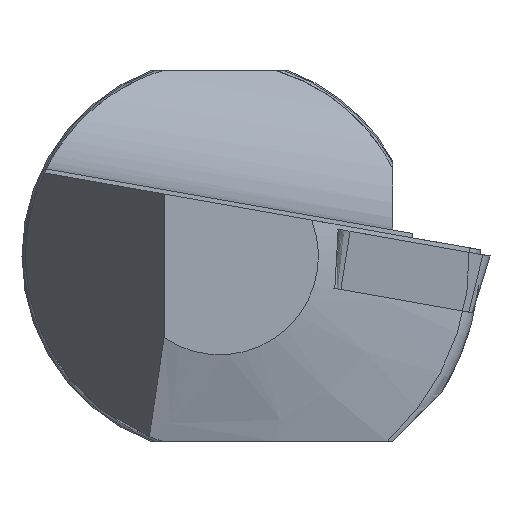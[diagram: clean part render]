
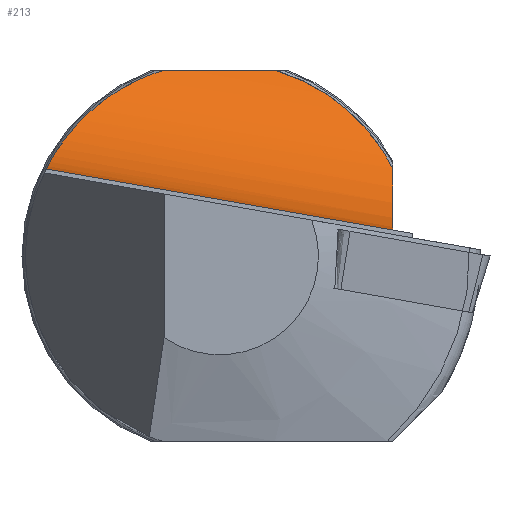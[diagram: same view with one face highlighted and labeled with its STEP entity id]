
A CAD part, left-side view. The second image highlights one B-rep face of the part: STEP entity #213.
In plain terms, the highlighted cylindrical face has radius 20 mm (diameter 40 mm), a partial arc.
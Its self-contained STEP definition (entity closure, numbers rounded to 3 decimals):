
#76=ELLIPSE('',#909,20.309,20.);
#77=ELLIPSE('',#910,115.175,20.);
#86=CYLINDRICAL_SURFACE('',#911,20.);
#130=LINE('',#1382,#173);
#173=VECTOR('',#1044,1.);
#213=ADVANCED_FACE('',(#272),#86,.F.);
#272=FACE_OUTER_BOUND('',#314,.T.);
#314=EDGE_LOOP('',(#475,#476,#477,#478,#479));
#370=B_SPLINE_CURVE_WITH_KNOTS('',3,(#1320,#1321,#1322,#1323,#1324,#1325),
 .UNSPECIFIED.,.F.,.F.,(4,2,4),(0.,0.5,1.),.UNSPECIFIED.);
#374=B_SPLINE_CURVE_WITH_KNOTS('',3,(#1388,#1389,#1390,#1391,#1392,#1393,
#1394,#1395,#1396,#1397),.UNSPECIFIED.,.F.,.F.,(4,2,2,2,4),(0.,0.25,0.5,
0.75,1.),.UNSPECIFIED.);
#475=ORIENTED_EDGE('',*,*,#785,.T.);
#476=ORIENTED_EDGE('',*,*,#786,.T.);
#477=ORIENTED_EDGE('',*,*,#760,.F.);
#478=ORIENTED_EDGE('',*,*,#787,.T.);
#479=ORIENTED_EDGE('',*,*,#788,.F.);
#671=VERTEX_POINT('',#1326);
#672=VERTEX_POINT('',#1327);
#685=VERTEX_POINT('',#1383);
#686=VERTEX_POINT('',#1384);
#687=VERTEX_POINT('',#1387);
#760=EDGE_CURVE('',#671,#672,#370,.T.);
#785=EDGE_CURVE('',#685,#686,#130,.T.);
#786=EDGE_CURVE('',#686,#672,#76,.T.);
#787=EDGE_CURVE('',#671,#687,#77,.T.);
#788=EDGE_CURVE('',#685,#687,#374,.T.);
#909=AXIS2_PLACEMENT_3D('',#1385,#1045,#1046);
#910=AXIS2_PLACEMENT_3D('',#1386,#1047,#1048);
#911=AXIS2_PLACEMENT_3D('',#1398,#1049,#1050);
#1044=DIRECTION('',(0.,-0.985,-0.174));
#1045=DIRECTION('',(0.,-1.,0.));
#1046=DIRECTION('',(0.,0.,-1.));
#1047=DIRECTION('',(0.,0.,1.));
#1048=DIRECTION('',(0.,-1.,0.));
#1049=DIRECTION('',(0.,-0.985,-0.174));
#1050=DIRECTION('',(0.,0.174,-0.985));
#1320=CARTESIAN_POINT('',(45.522,17.303,15.01));
#1321=CARTESIAN_POINT('',(45.381,15.127,14.337));
#1322=CARTESIAN_POINT('',(44.994,13.114,13.172));
#1323=CARTESIAN_POINT('',(43.48,9.897,10.311));
#1324=CARTESIAN_POINT('',(42.316,8.701,8.619));
#1325=CARTESIAN_POINT('',(40.771,7.938,7.115));
#1326=CARTESIAN_POINT('',(45.522,17.303,15.01));
#1327=CARTESIAN_POINT('',(40.771,7.938,7.115));
#1382=CARTESIAN_POINT('',(27.623,45.777,8.783));
#1383=CARTESIAN_POINT('',(27.623,35.97,7.053));
#1384=CARTESIAN_POINT('',(27.623,7.938,2.111));
#1385=CARTESIAN_POINT('',(27.623,7.938,22.419));
#1386=CARTESIAN_POINT('',(27.623,-34.082,15.01));
#1387=CARTESIAN_POINT('',(44.625,26.574,15.01));
#1388=CARTESIAN_POINT('',(27.623,35.97,7.053));
#1389=CARTESIAN_POINT('',(29.542,35.97,7.053));
#1390=CARTESIAN_POINT('',(31.414,35.851,7.307));
#1391=CARTESIAN_POINT('',(35.061,35.288,8.291));
#1392=CARTESIAN_POINT('',(36.775,34.849,9.012));
#1393=CARTESIAN_POINT('',(39.855,33.45,10.744));
#1394=CARTESIAN_POINT('',(41.201,32.483,11.75));
#1395=CARTESIAN_POINT('',(43.341,29.903,13.633));
#1396=CARTESIAN_POINT('',(44.105,28.33,14.467));
#1397=CARTESIAN_POINT('',(44.625,26.574,15.01));
#1398=CARTESIAN_POINT('',(27.623,42.304,28.479));
